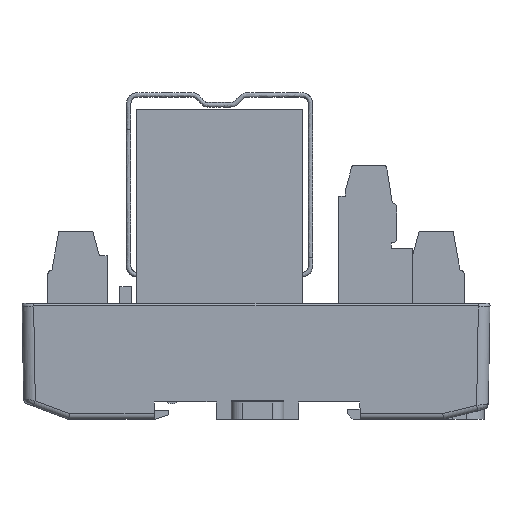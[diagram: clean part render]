
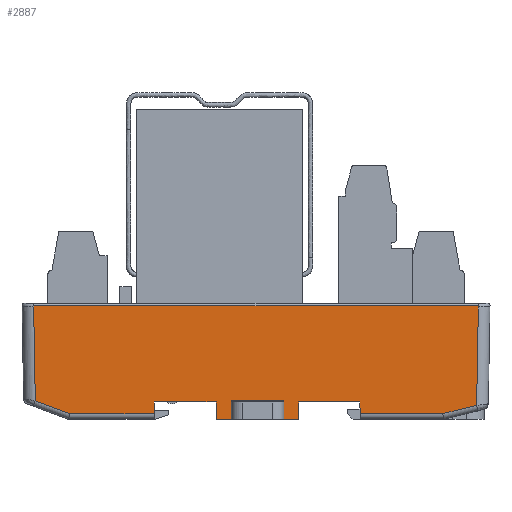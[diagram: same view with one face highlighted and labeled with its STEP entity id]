
A CAD part, front view. The second image highlights one B-rep face of the part: STEP entity #2887.
In plain terms, the highlighted planar face has unit normal (0, -1, -0.018).
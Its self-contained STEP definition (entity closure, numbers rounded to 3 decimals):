
#1644=FACE_OUTER_BOUND('',#6361,.T.);
#2887=ADVANCED_FACE('',(#1644),#4252,.T.);
#4252=PLANE('',#26110);
#6361=EDGE_LOOP('',(#8484,#8485,#8486,#8487,#8488,#8489,#8490,#8491,#8492,
#8493,#8494,#8495,#8496,#8497,#8498,#8499,#8500,#8501));
#8484=ORIENTED_EDGE('',*,*,#17633,.T.);
#8485=ORIENTED_EDGE('',*,*,#17634,.T.);
#8486=ORIENTED_EDGE('',*,*,#17402,.F.);
#8487=ORIENTED_EDGE('',*,*,#17346,.F.);
#8488=ORIENTED_EDGE('',*,*,#17621,.F.);
#8489=ORIENTED_EDGE('',*,*,#17609,.F.);
#8490=ORIENTED_EDGE('',*,*,#17441,.T.);
#8491=ORIENTED_EDGE('',*,*,#17623,.F.);
#8492=ORIENTED_EDGE('',*,*,#17437,.T.);
#8493=ORIENTED_EDGE('',*,*,#17605,.F.);
#8494=ORIENTED_EDGE('',*,*,#17626,.T.);
#8495=ORIENTED_EDGE('',*,*,#17336,.F.);
#8496=ORIENTED_EDGE('',*,*,#17543,.F.);
#8497=ORIENTED_EDGE('',*,*,#17635,.T.);
#8498=ORIENTED_EDGE('',*,*,#17636,.T.);
#8499=ORIENTED_EDGE('',*,*,#17637,.T.);
#8500=ORIENTED_EDGE('',*,*,#17638,.T.);
#8501=ORIENTED_EDGE('',*,*,#17639,.T.);
#15003=VERTEX_POINT('',#34534);
#15004=VERTEX_POINT('',#34536);
#15013=VERTEX_POINT('',#34554);
#15014=VERTEX_POINT('',#34556);
#15066=VERTEX_POINT('',#34669);
#15096=VERTEX_POINT('',#34737);
#15097=VERTEX_POINT('',#34739);
#15099=VERTEX_POINT('',#34745);
#15100=VERTEX_POINT('',#34747);
#15185=VERTEX_POINT('',#34961);
#15222=VERTEX_POINT('',#35083);
#15223=VERTEX_POINT('',#35087);
#15226=VERTEX_POINT('',#35141);
#15227=VERTEX_POINT('',#35142);
#15228=VERTEX_POINT('',#35145);
#15229=VERTEX_POINT('',#35147);
#15230=VERTEX_POINT('',#35149);
#15231=VERTEX_POINT('',#35151);
#17336=EDGE_CURVE('',#15003,#15004,#20796,.T.);
#17346=EDGE_CURVE('',#15013,#15014,#20804,.T.);
#17402=EDGE_CURVE('',#15014,#15066,#20858,.T.);
#17437=EDGE_CURVE('',#15097,#15096,#20889,.T.);
#17441=EDGE_CURVE('',#15100,#15099,#20893,.T.);
#17543=EDGE_CURVE('',#15185,#15003,#20978,.T.);
#17605=EDGE_CURVE('',#15222,#15096,#21030,.T.);
#17609=EDGE_CURVE('',#15100,#15223,#21033,.T.);
#17621=EDGE_CURVE('',#15223,#15013,#21041,.T.);
#17623=EDGE_CURVE('',#15097,#15099,#21043,.T.);
#17626=EDGE_CURVE('',#15222,#15004,#21046,.T.);
#17633=EDGE_CURVE('',#15226,#15227,#21053,.T.);
#17634=EDGE_CURVE('',#15227,#15066,#21054,.T.);
#17635=EDGE_CURVE('',#15185,#15228,#21055,.T.);
#17636=EDGE_CURVE('',#15228,#15229,#21056,.T.);
#17637=EDGE_CURVE('',#15229,#15230,#21057,.T.);
#17638=EDGE_CURVE('',#15230,#15231,#21058,.T.);
#17639=EDGE_CURVE('',#15231,#15226,#21059,.T.);
#20796=LINE('',#34535,#23454);
#20804=LINE('',#34555,#23462);
#20858=LINE('',#34668,#23516);
#20889=LINE('',#34738,#23547);
#20893=LINE('',#34746,#23551);
#20978=LINE('',#34960,#23636);
#21030=LINE('',#35084,#23688);
#21033=LINE('',#35092,#23691);
#21041=LINE('',#35116,#23699);
#21043=LINE('',#35120,#23701);
#21046=LINE('',#35125,#23704);
#21053=LINE('',#35140,#23711);
#21054=LINE('',#35143,#23712);
#21055=LINE('',#35144,#23713);
#21056=LINE('',#35146,#23714);
#21057=LINE('',#35148,#23715);
#21058=LINE('',#35150,#23716);
#21059=LINE('',#35152,#23717);
#23454=VECTOR('',#27960,1.);
#23462=VECTOR('',#27972,1.);
#23516=VECTOR('',#28040,1.);
#23547=VECTOR('',#28087,1.);
#23551=VECTOR('',#28093,1.);
#23636=VECTOR('',#28234,1.);
#23688=VECTOR('',#28354,1.);
#23691=VECTOR('',#28361,1.);
#23699=VECTOR('',#28401,1.);
#23701=VECTOR('',#28407,1.);
#23704=VECTOR('',#28414,1.);
#23711=VECTOR('',#28437,1.);
#23712=VECTOR('',#28438,1.);
#23713=VECTOR('',#28439,1.);
#23714=VECTOR('',#28440,1.);
#23715=VECTOR('',#28441,1.);
#23716=VECTOR('',#28442,1.);
#23717=VECTOR('',#28443,1.);
#26110=AXIS2_PLACEMENT_3D('',#35153,#28444,#28445);
#27960=DIRECTION('',(-1.,0.,0.));
#27972=DIRECTION('',(-1.,0.,0.));
#28040=DIRECTION('',(0.,0.017,-1.));
#28087=DIRECTION('',(0.,0.017,-1.));
#28093=DIRECTION('',(0.,-0.017,1.));
#28234=DIRECTION('',(-0.017,-0.017,1.));
#28354=DIRECTION('',(-1.,0.,0.));
#28361=DIRECTION('',(-1.,0.,0.));
#28401=DIRECTION('',(-0.035,-0.017,0.999));
#28407=DIRECTION('',(-1.,0.,0.));
#28414=DIRECTION('',(0.035,-0.017,0.999));
#28437=DIRECTION('',(0.936,0.006,-0.351));
#28438=DIRECTION('',(1.,0.,0.));
#28439=DIRECTION('',(1.,0.,0.));
#28440=DIRECTION('',(0.97,-0.004,0.243));
#28441=DIRECTION('',(0.017,-0.017,1.));
#28442=DIRECTION('',(-1.,0.,0.));
#28443=DIRECTION('',(0.017,0.017,-1.));
#28444=DIRECTION('',(0.,-1.,-0.017));
#28445=DIRECTION('',(0.,0.017,-1.));
#34534=CARTESIAN_POINT('',(-234.479,-176.27,-6.544));
#34535=CARTESIAN_POINT('',(-252.328,-176.27,-6.544));
#34536=CARTESIAN_POINT('',(-244.965,-176.27,-6.544));
#34554=CARTESIAN_POINT('',(-259.175,-176.27,-6.544));
#34555=CARTESIAN_POINT('',(-252.328,-176.27,-6.544));
#34556=CARTESIAN_POINT('',(-269.811,-176.27,-6.544));
#34668=CARTESIAN_POINT('',(-269.811,-176.566,10.458));
#34669=CARTESIAN_POINT('',(-269.811,-176.234,-8.562));
#34737=CARTESIAN_POINT('',(-247.52,-176.217,-9.544));
#34738=CARTESIAN_POINT('',(-247.52,-176.566,10.458));
#34739=CARTESIAN_POINT('',(-247.52,-176.274,-6.26));
#34745=CARTESIAN_POINT('',(-256.62,-176.274,-6.26));
#34746=CARTESIAN_POINT('',(-256.62,-176.566,10.458));
#34747=CARTESIAN_POINT('',(-256.62,-176.217,-9.544));
#34960=CARTESIAN_POINT('',(-234.494,-176.285,-5.666));
#34961=CARTESIAN_POINT('',(-234.444,-176.234,-8.562));
#35083=CARTESIAN_POINT('',(-245.07,-176.217,-9.544));
#35084=CARTESIAN_POINT('',(-252.07,-176.217,-9.544));
#35087=CARTESIAN_POINT('',(-259.07,-176.217,-9.544));
#35092=CARTESIAN_POINT('',(-252.07,-176.217,-9.544));
#35116=CARTESIAN_POINT('',(-259.759,-176.562,10.199));
#35120=CARTESIAN_POINT('',(-461.515,-176.274,-6.26));
#35125=CARTESIAN_POINT('',(-245.076,-176.214,-9.719));
#35140=CARTESIAN_POINT('',(-262.533,-176.091,-16.745));
#35141=CARTESIAN_POINT('',(-290.244,-176.273,-6.354));
#35142=CARTESIAN_POINT('',(-284.356,-176.234,-8.562));
#35143=CARTESIAN_POINT('',(-252.328,-176.234,-8.562));
#35144=CARTESIAN_POINT('',(-252.328,-176.234,-8.562));
#35145=CARTESIAN_POINT('',(-220.242,-176.234,-8.562));
#35146=CARTESIAN_POINT('',(-245.963,-176.122,-14.992));
#35147=CARTESIAN_POINT('',(-214.425,-176.26,-7.107));
#35148=CARTESIAN_POINT('',(-214.118,-176.567,10.491));
#35149=CARTESIAN_POINT('',(-214.128,-176.557,9.947));
#35150=CARTESIAN_POINT('',(-252.328,-176.557,9.947));
#35151=CARTESIAN_POINT('',(-290.529,-176.557,9.947));
#35152=CARTESIAN_POINT('',(-290.526,-176.555,9.792));
#35153=CARTESIAN_POINT('',(-252.328,-176.566,10.458));
